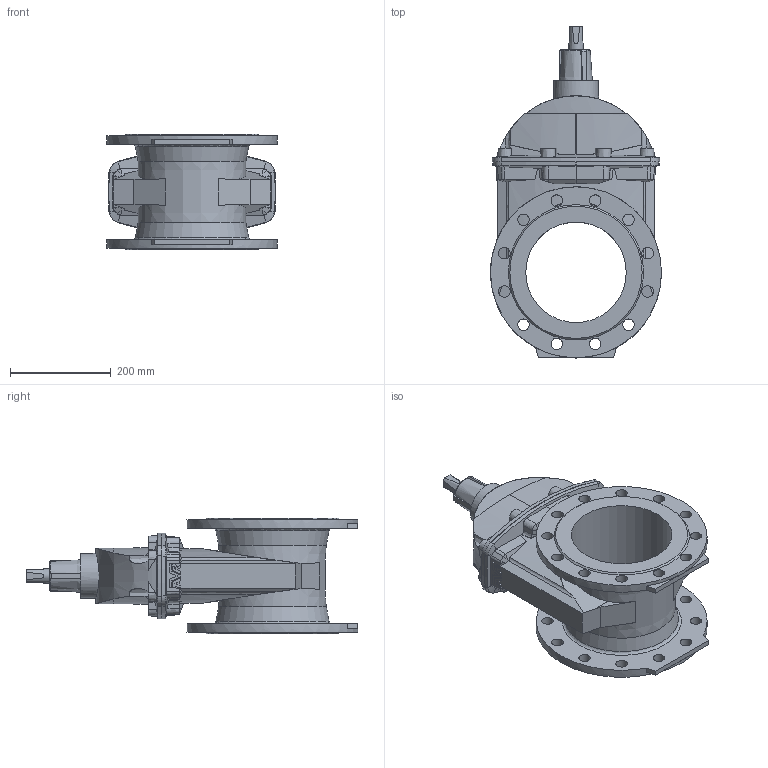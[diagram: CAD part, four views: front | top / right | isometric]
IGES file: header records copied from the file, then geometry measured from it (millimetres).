
Start section: SolidWorks IGES file using analytic representation for surfaces
Global section: file name: O_06_30_DN200_X1XXX99_AA1.igs; native system: SolidWorks 2012; preprocessor: SolidWorks 2012; author: pbm; date: 170420.095248; units: inch
Bounding box: 340 x 660.06 x 230 mm (x, y, z)
Surface area: 926967 mm2 (no closed solid volume)
Topology: 0 solids, 0 shells, 358 faces, 1976 edges, 1891 vertices
Faces by surface type: revolution 202, bspline 156
